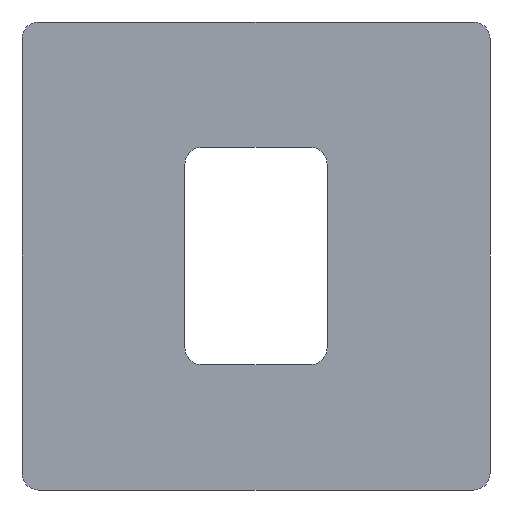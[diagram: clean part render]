
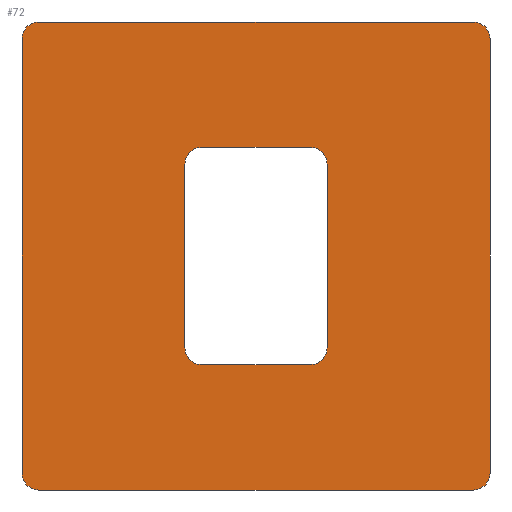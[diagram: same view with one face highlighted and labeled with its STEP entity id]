
A CAD part, front view. The second image highlights one B-rep face of the part: STEP entity #72.
In plain terms, the highlighted planar face has unit normal (0, -1, 0).
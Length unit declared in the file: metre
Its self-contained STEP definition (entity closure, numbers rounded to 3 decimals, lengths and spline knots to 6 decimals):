
#72 = ADVANCED_FACE( '', ( #141, #142 ), #143, .T. );
#141 = FACE_OUTER_BOUND( '', #204, .T. );
#142 = FACE_BOUND( '', #205, .T. );
#143 = PLANE( '', #206 );
#204 = EDGE_LOOP( '', ( #347, #348, #349, #350, #351, #352, #353, #354 ) );
#205 = EDGE_LOOP( '', ( #355, #356, #357, #358, #359, #360, #361, #362 ) );
#206 = AXIS2_PLACEMENT_3D( '', #363, #364, #365 );
#347 = ORIENTED_EDGE( '', *, *, #409, .F. );
#348 = ORIENTED_EDGE( '', *, *, #444, .T. );
#349 = ORIENTED_EDGE( '', *, *, #390, .F. );
#350 = ORIENTED_EDGE( '', *, *, #413, .T. );
#351 = ORIENTED_EDGE( '', *, *, #421, .T. );
#352 = ORIENTED_EDGE( '', *, *, #437, .T. );
#353 = ORIENTED_EDGE( '', *, *, #445, .T. );
#354 = ORIENTED_EDGE( '', *, *, #400, .T. );
#355 = ORIENTED_EDGE( '', *, *, #405, .F. );
#356 = ORIENTED_EDGE( '', *, *, #425, .F. );
#357 = ORIENTED_EDGE( '', *, *, #440, .F. );
#358 = ORIENTED_EDGE( '', *, *, #442, .F. );
#359 = ORIENTED_EDGE( '', *, *, #385, .F. );
#360 = ORIENTED_EDGE( '', *, *, #417, .T. );
#361 = ORIENTED_EDGE( '', *, *, #428, .F. );
#362 = ORIENTED_EDGE( '', *, *, #395, .T. );
#363 = CARTESIAN_POINT( '', ( 0., -0.000282, 0. ) );
#364 = DIRECTION( '', ( 0., -1., 0. ) );
#365 = DIRECTION( '', ( 0., 0., -1. ) );
#385 = EDGE_CURVE( '', #452, #454, #455, .T. );
#390 = EDGE_CURVE( '', #461, #463, #464, .T. );
#395 = EDGE_CURVE( '', #472, #470, #473, .T. );
#400 = EDGE_CURVE( '', #481, #479, #482, .T. );
#405 = EDGE_CURVE( '', #487, #470, #489, .T. );
#409 = EDGE_CURVE( '', #493, #479, #495, .T. );
#413 = EDGE_CURVE( '', #461, #499, #501, .T. );
#417 = EDGE_CURVE( '', #452, #505, #507, .T. );
#421 = EDGE_CURVE( '', #499, #511, #513, .T. );
#425 = EDGE_CURVE( '', #517, #487, #519, .T. );
#428 = EDGE_CURVE( '', #472, #505, #522, .T. );
#437 = EDGE_CURVE( '', #511, #532, #534, .T. );
#440 = EDGE_CURVE( '', #536, #517, #538, .T. );
#442 = EDGE_CURVE( '', #454, #536, #540, .T. );
#444 = EDGE_CURVE( '', #493, #463, #542, .T. );
#445 = EDGE_CURVE( '', #532, #481, #543, .T. );
#452 = VERTEX_POINT( '', #550 );
#454 = VERTEX_POINT( '', #553 );
#455 = CIRCLE( '', #554, 0.0002 );
#461 = VERTEX_POINT( '', #562 );
#463 = VERTEX_POINT( '', #565 );
#464 = LINE( '', #566, #567 );
#470 = VERTEX_POINT( '', #575 );
#472 = VERTEX_POINT( '', #578 );
#473 = LINE( '', #579, #580 );
#479 = VERTEX_POINT( '', #587 );
#481 = VERTEX_POINT( '', #590 );
#482 = CIRCLE( '', #591, 0.0002 );
#487 = VERTEX_POINT( '', #597 );
#489 = CIRCLE( '', #600, 0.0002 );
#493 = VERTEX_POINT( '', #605 );
#495 = LINE( '', #608, #609 );
#499 = VERTEX_POINT( '', #613 );
#501 = CIRCLE( '', #616, 0.0002 );
#505 = VERTEX_POINT( '', #621 );
#507 = LINE( '', #624, #625 );
#511 = VERTEX_POINT( '', #630 );
#513 = LINE( '', #633, #634 );
#517 = VERTEX_POINT( '', #639 );
#519 = LINE( '', #642, #643 );
#522 = CIRCLE( '', #646, 0.0002 );
#532 = VERTEX_POINT( '', #658 );
#534 = CIRCLE( '', #661, 0.0002 );
#536 = VERTEX_POINT( '', #663 );
#538 = CIRCLE( '', #666, 0.0002 );
#540 = LINE( '', #668, #669 );
#542 = CIRCLE( '', #671, 0.0002 );
#543 = LINE( '', #672, #673 );
#550 = CARTESIAN_POINT( '', ( 0.00065, -0.000282, -0.0013 ) );
#553 = CARTESIAN_POINT( '', ( 0.00085, -0.000282, -0.0011 ) );
#554 = AXIS2_PLACEMENT_3D( '', #680, #681, #682 );
#562 = CARTESIAN_POINT( '', ( -0.0028, -0.000282, -0.0026 ) );
#565 = CARTESIAN_POINT( '', ( -0.0028, -0.000282, 0.0026 ) );
#566 = CARTESIAN_POINT( '', ( -0.0028, -0.000282, 0. ) );
#567 = VECTOR( '', #686, 1. );
#575 = CARTESIAN_POINT( '', ( -0.00085, -0.000282, 0.0011 ) );
#578 = CARTESIAN_POINT( '', ( -0.00085, -0.000282, -0.0011 ) );
#579 = CARTESIAN_POINT( '', ( -0.00085, -0.000282, 0. ) );
#580 = VECTOR( '', #690, 1. );
#587 = CARTESIAN_POINT( '', ( 0.0026, -0.000282, 0.0028 ) );
#590 = CARTESIAN_POINT( '', ( 0.0028, -0.000282, 0.0026 ) );
#591 = AXIS2_PLACEMENT_3D( '', #696, #697, #698 );
#597 = CARTESIAN_POINT( '', ( -0.00065, -0.000282, 0.0013 ) );
#600 = AXIS2_PLACEMENT_3D( '', #704, #705, #706 );
#605 = CARTESIAN_POINT( '', ( -0.0026, -0.000282, 0.0028 ) );
#608 = CARTESIAN_POINT( '', ( 0., -0.000282, 0.0028 ) );
#609 = VECTOR( '', #709, 1. );
#613 = CARTESIAN_POINT( '', ( -0.0026, -0.000282, -0.0028 ) );
#616 = AXIS2_PLACEMENT_3D( '', #714, #715, #716 );
#621 = CARTESIAN_POINT( '', ( -0.00065, -0.000282, -0.0013 ) );
#624 = CARTESIAN_POINT( '', ( 0., -0.000282, -0.0013 ) );
#625 = VECTOR( '', #719, 1. );
#630 = CARTESIAN_POINT( '', ( 0.0026, -0.000282, -0.0028 ) );
#633 = CARTESIAN_POINT( '', ( 0., -0.000282, -0.0028 ) );
#634 = VECTOR( '', #722, 1. );
#639 = CARTESIAN_POINT( '', ( 0.00065, -0.000282, 0.0013 ) );
#642 = CARTESIAN_POINT( '', ( 0., -0.000282, 0.0013 ) );
#643 = VECTOR( '', #725, 1. );
#646 = AXIS2_PLACEMENT_3D( '', #729, #730, #731 );
#658 = CARTESIAN_POINT( '', ( 0.0028, -0.000282, -0.0026 ) );
#661 = AXIS2_PLACEMENT_3D( '', #744, #745, #746 );
#663 = CARTESIAN_POINT( '', ( 0.00085, -0.000282, 0.0011 ) );
#666 = AXIS2_PLACEMENT_3D( '', #748, #749, #750 );
#668 = CARTESIAN_POINT( '', ( 0.00085, -0.000282, 0. ) );
#669 = VECTOR( '', #751, 1. );
#671 = AXIS2_PLACEMENT_3D( '', #752, #753, #754 );
#672 = CARTESIAN_POINT( '', ( 0.0028, -0.000282, 0. ) );
#673 = VECTOR( '', #755, 1. );
#680 = CARTESIAN_POINT( '', ( 0.00065, -0.000282, -0.0011 ) );
#681 = DIRECTION( '', ( 0., -1., 0. ) );
#682 = DIRECTION( '', ( 0., 0., -1. ) );
#686 = DIRECTION( '', ( 0., 0., 1. ) );
#690 = DIRECTION( '', ( 0., 0., 1. ) );
#696 = CARTESIAN_POINT( '', ( 0.0026, -0.000282, 0.0026 ) );
#697 = DIRECTION( '', ( 0., -1., 0. ) );
#698 = DIRECTION( '', ( 0., 0., -1. ) );
#704 = CARTESIAN_POINT( '', ( -0.00065, -0.000282, 0.0011 ) );
#705 = DIRECTION( '', ( 0., -1., 0. ) );
#706 = DIRECTION( '', ( 0., 0., -1. ) );
#709 = DIRECTION( '', ( 1., 0., 0. ) );
#714 = CARTESIAN_POINT( '', ( -0.0026, -0.000282, -0.0026 ) );
#715 = DIRECTION( '', ( 0., -1., 0. ) );
#716 = DIRECTION( '', ( 0., 0., -1. ) );
#719 = DIRECTION( '', ( -1., 0., 0. ) );
#722 = DIRECTION( '', ( 1., 0., 0. ) );
#725 = DIRECTION( '', ( -1., 0., 0. ) );
#729 = CARTESIAN_POINT( '', ( -0.00065, -0.000282, -0.0011 ) );
#730 = DIRECTION( '', ( 0., -1., 0. ) );
#731 = DIRECTION( '', ( 0., 0., -1. ) );
#744 = CARTESIAN_POINT( '', ( 0.0026, -0.000282, -0.0026 ) );
#745 = DIRECTION( '', ( 0., -1., 0. ) );
#746 = DIRECTION( '', ( 0., 0., -1. ) );
#748 = CARTESIAN_POINT( '', ( 0.00065, -0.000282, 0.0011 ) );
#749 = DIRECTION( '', ( 0., -1., 0. ) );
#750 = DIRECTION( '', ( 0., 0., -1. ) );
#751 = DIRECTION( '', ( 0., 0., 1. ) );
#752 = CARTESIAN_POINT( '', ( -0.0026, -0.000282, 0.0026 ) );
#753 = DIRECTION( '', ( 0., -1., 0. ) );
#754 = DIRECTION( '', ( 0., 0., -1. ) );
#755 = DIRECTION( '', ( 0., 0., 1. ) );
